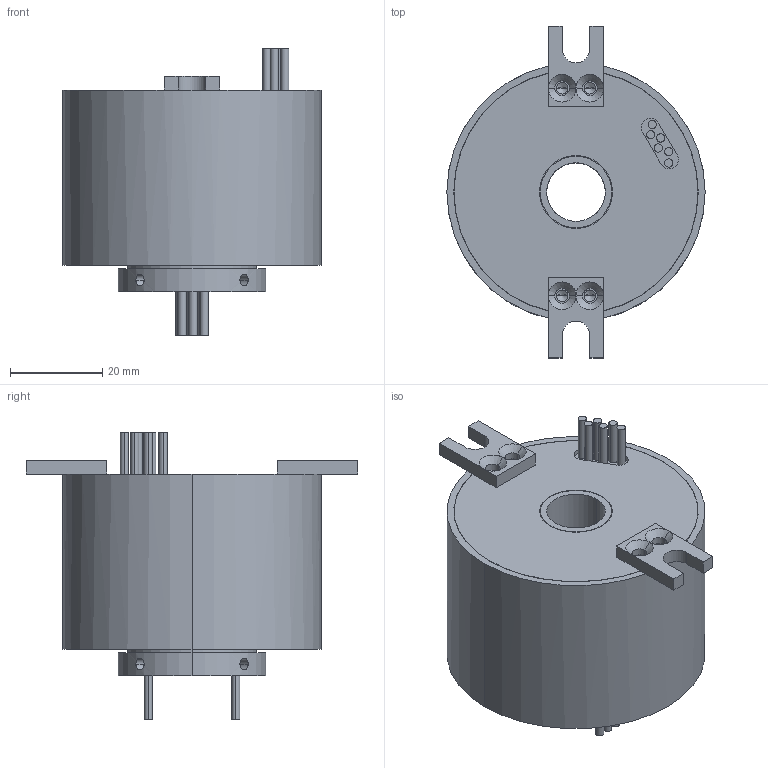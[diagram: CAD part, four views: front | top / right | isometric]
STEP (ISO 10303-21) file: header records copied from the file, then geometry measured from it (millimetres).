
FILE_DESCRIPTION(/* description */ (''),/* implementation_level */ '2;1');
FILE_NAME(/* name */ '',/* time_stamp */ '2020-07-16T19:53:39+08:00',/* author */ (''),/* organization */ (''),/* preprocessor_version */ 'ST-DEVELOPER v15',/* originating_system */ 'SIEMENS PLM Software NX 8.5',/* authorisation */ '');
FILE_SCHEMA (('AUTOMOTIVE_DESIGN { 1 0 10303 214 3 1 1 1 }'));
Length unit declared in the file: millimetre
Products named in the file (1): Admi28DCE49Ak8dx
Bounding box: 56 x 72 x 62.2 mm (x, y, z)
Volume: 93202.6 mm3; surface area: 17737.9 mm2
Topology: 1 solids, 1 shells, 155 faces, 361 edges, 222 vertices
Faces by surface type: cylinder 83, plane 56, cone 16
Entity records: 4889 total; most frequent: CARTESIAN_POINT 1211, DIRECTION 823, ORIENTED_EDGE 706, EDGE_CURVE 353, AXIS2_PLACEMENT_3D 330, VERTEX_POINT 222, EDGE_LOOP 191, CIRCLE 174
